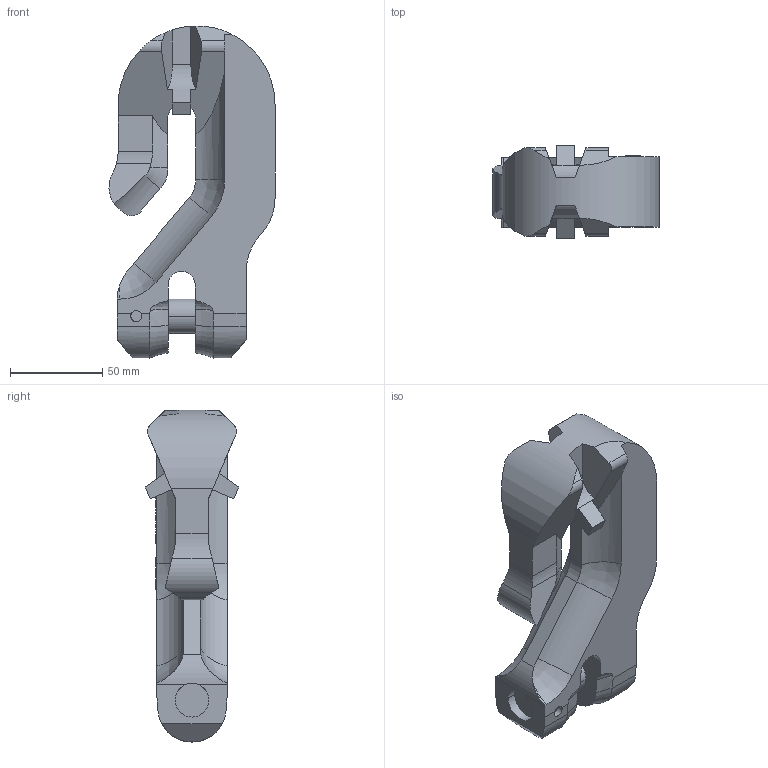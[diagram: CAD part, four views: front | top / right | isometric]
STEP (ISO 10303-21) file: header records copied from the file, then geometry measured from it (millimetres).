
FILE_DESCRIPTION((''),'2;1');
FILE_NAME('001-M33574-P-10','2014-08-12T',('Andreas.Wendler'),(''),'PRO/ENGINEER BY PARAMETRIC TECHNOLOGY CORPORATION, 2010140','PRO/ENGINEER BY PARAMETRIC TECHNOLOGY CORPORATION, 2010140','');
FILE_SCHEMA(('CONFIG_CONTROL_DESIGN'));
Length unit declared in the file: millimetre
Products named in the file (1): 001-M33574-P-10
Bounding box: 90.04 x 50.7 x 180 mm (x, y, z)
Volume: 342489.8 mm3; surface area: 46814.1 mm2
Topology: 1 solids, 1 shells, 294 faces, 830 edges, 550 vertices
Faces by surface type: plane 236, cylinder 44, bspline 8, torus 4, extrusion 2
Entity records: 9858 total; most frequent: CARTESIAN_POINT 2323, ORIENTED_EDGE 1660, DIRECTION 1390, EDGE_CURVE 830, VECTOR 672, LINE 670, VERTEX_POINT 550, AXIS2_PLACEMENT_3D 359
